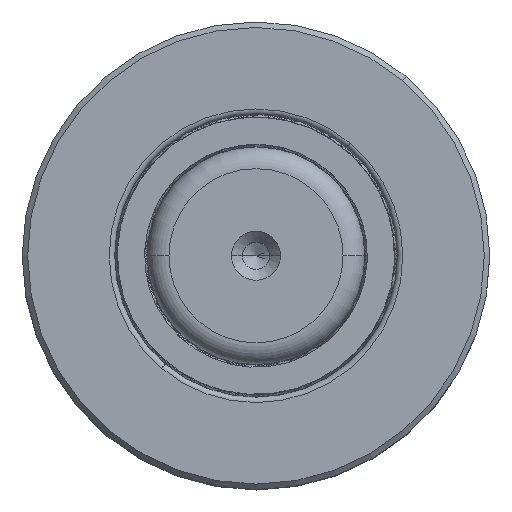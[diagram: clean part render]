
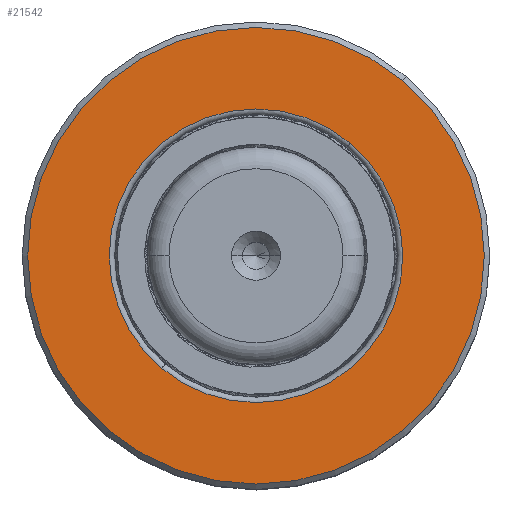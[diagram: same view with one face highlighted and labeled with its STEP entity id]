
A CAD part, top view. The second image highlights one B-rep face of the part: STEP entity #21542.
In plain terms, the highlighted face is planar.
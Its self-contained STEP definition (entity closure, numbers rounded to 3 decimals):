
#260 = CARTESIAN_POINT ( 'NONE',  ( 0., 15.687, 0. ) ) ;
#870 = ORIENTED_EDGE ( 'NONE', *, *, #9208, .T. ) ;
#1699 = VERTEX_POINT ( 'NONE', #5589 ) ;
#2125 = VERTEX_POINT ( 'NONE', #35036 ) ;
#3037 = AXIS2_PLACEMENT_3D ( 'NONE', #8468, #10959, #30084 ) ;
#3673 = CIRCLE ( 'NONE', #6599, 21. ) ;
#5589 = CARTESIAN_POINT ( 'NONE',  ( 0., 15.687, -13.5 ) ) ;
#6599 = AXIS2_PLACEMENT_3D ( 'NONE', #26475, #34687, #7226 ) ;
#7226 = DIRECTION ( 'NONE',  ( 0., 0., -1. ) ) ;
#8466 = ORIENTED_EDGE ( 'NONE', *, *, #11074, .F. ) ;
#8468 = CARTESIAN_POINT ( 'NONE',  ( 21., 15.687, 0. ) ) ;
#9208 = EDGE_CURVE ( 'NONE', #1699, #28212, #9360, .T. ) ;
#9360 = CIRCLE ( 'NONE', #28976, 13.5 ) ;
#10402 = FACE_OUTER_BOUND ( 'NONE', #29923, .T. ) ;
#10959 = DIRECTION ( 'NONE',  ( 0., 1., 0. ) ) ;
#11074 = EDGE_CURVE ( 'NONE', #30217, #2125, #22600, .T. ) ;
#12660 = ORIENTED_EDGE ( 'NONE', *, *, #32117, .F. ) ;
#15051 = EDGE_LOOP ( 'NONE', ( #870, #30436 ) ) ;
#16366 = DIRECTION ( 'NONE',  ( 0., 0., -1. ) ) ;
#18298 = DIRECTION ( 'NONE',  ( 0., 0., -1. ) ) ;
#19357 = PLANE ( 'NONE',  #3037 ) ;
#20284 = DIRECTION ( 'NONE',  ( 0., 0., -1. ) ) ;
#20467 = AXIS2_PLACEMENT_3D ( 'NONE', #260, #22032, #16366 ) ;
#21542 = ADVANCED_FACE ( 'NONE', ( #22848, #10402 ), #19357, .T. ) ;
#21825 = CARTESIAN_POINT ( 'NONE',  ( 0., 15.687, -21. ) ) ;
#22032 = DIRECTION ( 'NONE',  ( 0., -1., 0. ) ) ;
#22344 = CARTESIAN_POINT ( 'NONE',  ( 0., 15.687, 13.5 ) ) ;
#22600 = CIRCLE ( 'NONE', #23098, 21. ) ;
#22848 = FACE_BOUND ( 'NONE', #15051, .T. ) ;
#23098 = AXIS2_PLACEMENT_3D ( 'NONE', #26543, #23810, #18298 ) ;
#23810 = DIRECTION ( 'NONE',  ( 0., -1., 0. ) ) ;
#26475 = CARTESIAN_POINT ( 'NONE',  ( 0., 15.687, 0. ) ) ;
#26543 = CARTESIAN_POINT ( 'NONE',  ( 0., 15.687, 0. ) ) ;
#27484 = DIRECTION ( 'NONE',  ( 0., -1., 0. ) ) ;
#27504 = EDGE_CURVE ( 'NONE', #28212, #1699, #27874, .T. ) ;
#27874 = CIRCLE ( 'NONE', #20467, 13.5 ) ;
#28212 = VERTEX_POINT ( 'NONE', #22344 ) ;
#28976 = AXIS2_PLACEMENT_3D ( 'NONE', #30410, #27484, #20284 ) ;
#29923 = EDGE_LOOP ( 'NONE', ( #8466, #12660 ) ) ;
#30084 = DIRECTION ( 'NONE',  ( 0., 0., 1. ) ) ;
#30217 = VERTEX_POINT ( 'NONE', #21825 ) ;
#30410 = CARTESIAN_POINT ( 'NONE',  ( 0., 15.687, 0. ) ) ;
#30436 = ORIENTED_EDGE ( 'NONE', *, *, #27504, .T. ) ;
#32117 = EDGE_CURVE ( 'NONE', #2125, #30217, #3673, .T. ) ;
#34687 = DIRECTION ( 'NONE',  ( 0., -1., 0. ) ) ;
#35036 = CARTESIAN_POINT ( 'NONE',  ( 0., 15.687, 21. ) ) ;
